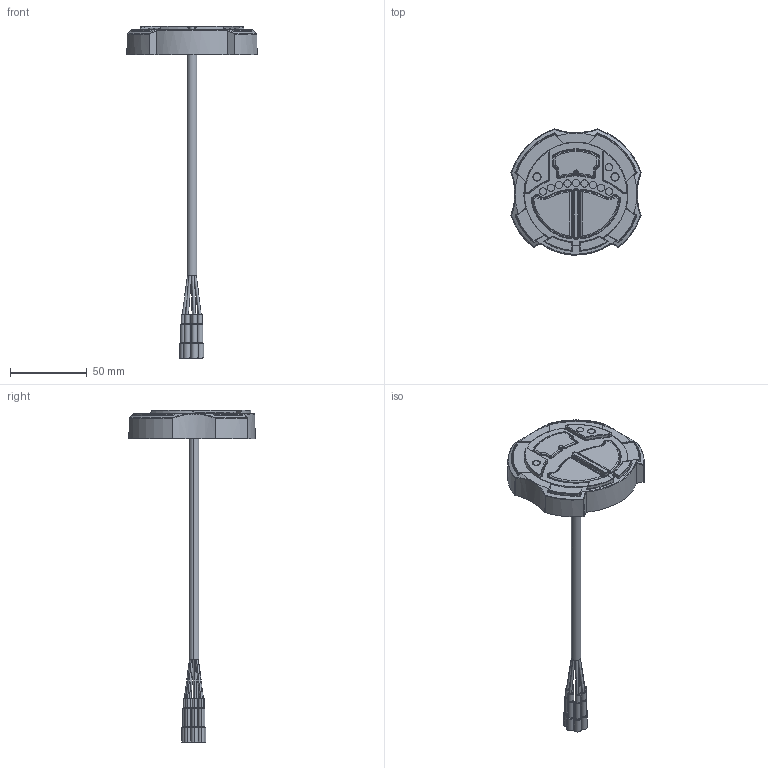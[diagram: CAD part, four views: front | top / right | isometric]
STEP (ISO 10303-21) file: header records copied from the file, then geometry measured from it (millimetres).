
FILE_DESCRIPTION (( 'STEP AP214' ), '1' );
FILE_NAME ('UBEC1Sdd.STEP', '2011-07-05T20:03:42', ( 'IDS-3' ), ( '' ), 'SwSTEP 2.0', 'SolidWorks 2011', '' );
FILE_SCHEMA (( 'AUTOMOTIVE_DESIGN' ));
Length unit declared in the file: inch
Products named in the file (8): Users.Kyle-UBEC_1ACIRCUIT BOARD - UBEC1S2427900010NULL; Users.Kyle-UBEC_1AUBEC1SUBEC1S10NULL; Products.Monitors.7100 (Sidewinder-EXM)-71003M 94850-01 Connector3M 94850-01 Connector10NULL; Users.Kyle-UBEC_1AUBEC1S WIRESUBEC1S WIRES10NULL; Users.Kyle-UBEC_1A236770002367700030NULL; Users.Kyle-UBEC_1AUBEC1C KEY PAD4211000020NULL; Users.Kyle-UBEC_1A283670002836700010NULL; UBEC1Sdd
Assembly tree (13 placements, depth 4):
  UBEC1Sdd
    Users.Kyle-UBEC_1AUBEC1SUBEC1S10NULL
      Users.Kyle-UBEC_1AUBEC1C KEY PAD4211000020NULL
      Users.Kyle-UBEC_1A236770002367700030NULL
      Users.Kyle-UBEC_1ACIRCUIT BOARD - UBEC1S2427900010NULL
        Products.Monitors.7100 (Sidewinder-EXM)-71003M 94850-01 Connector3M 94850-01 Connector10NULL  x7
        Users.Kyle-UBEC_1AUBEC1S WIRESUBEC1S WIRES10NULL
      Users.Kyle-UBEC_1A283670002836700010NULL
Bounding box: 85.04 x 82.42 x 216.69 mm (x, y, z)
Volume: 68109.7 mm3; surface area: 52675 mm2
Topology: 11 solids, 11 shells, 1074 faces, 2554 edges, 1527 vertices
Faces by surface type: cylinder 342, bspline 304, plane 172, torus 129, cone 77, sphere 50
Entity records: 37508 total; most frequent: CARTESIAN_POINT 16603, ORIENTED_EDGE 4684, DIRECTION 3757, EDGE_CURVE 2342, AXIS2_PLACEMENT_3D 1646, VERTEX_POINT 1428, EDGE_LOOP 1068, ADVANCED_FACE 990
